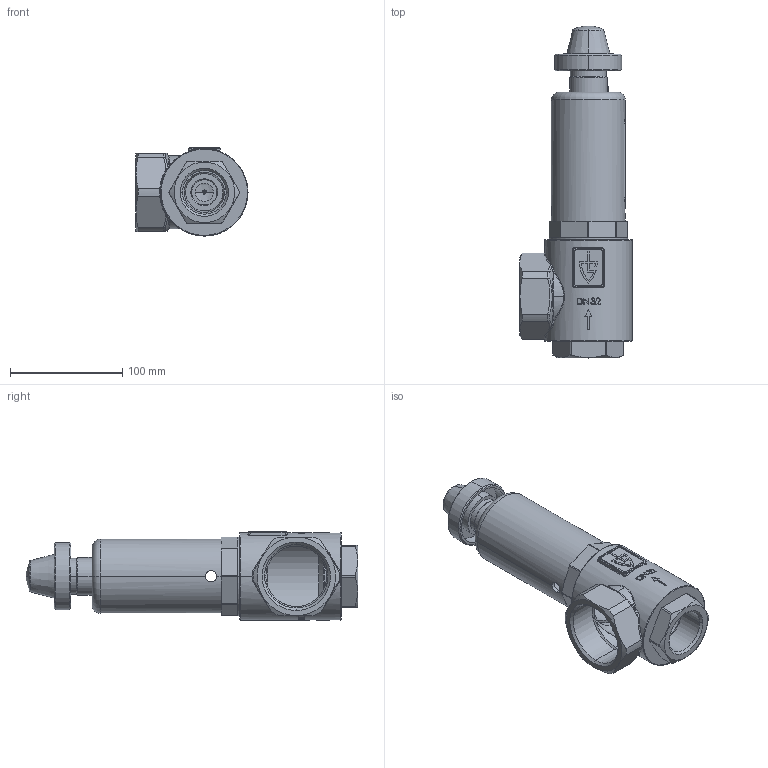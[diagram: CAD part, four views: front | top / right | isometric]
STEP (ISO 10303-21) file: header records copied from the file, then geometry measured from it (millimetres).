
FILE_DESCRIPTION (( 'STEP AP214' ), '1' );
FILE_NAME ('851 - 1 1-4 Dummy.STEP', '2010-07-07T08:30:59', ( '' ), ( '' ), 'SwSTEP 2.0', 'SolidWorks 2010', '' );
FILE_SCHEMA (( 'AUTOMOTIVE_DESIGN' ));
Length unit declared in the file: millimetre
Products named in the file (1): 851 - 1 1-4 Dummy
Bounding box: 100 x 296 x 78.5 mm (x, y, z)
Volume: 328465.2 mm3; surface area: 153661.8 mm2
Topology: 6 solids, 6 shells, 540 faces, 1373 edges, 870 vertices
Faces by surface type: plane 184, cylinder 143, bspline 107, cone 63, torus 31, sphere 12
Entity records: 29092 total; most frequent: CARTESIAN_POINT 11091, ORIENTED_EDGE 2746, DIRECTION 2172, EDGE_CURVE 1373, VERTEX_POINT 870, AXIS2_PLACEMENT_3D 839, EDGE_LOOP 581, UNCERTAINTY_MEASURE_WITH_UNIT 548
